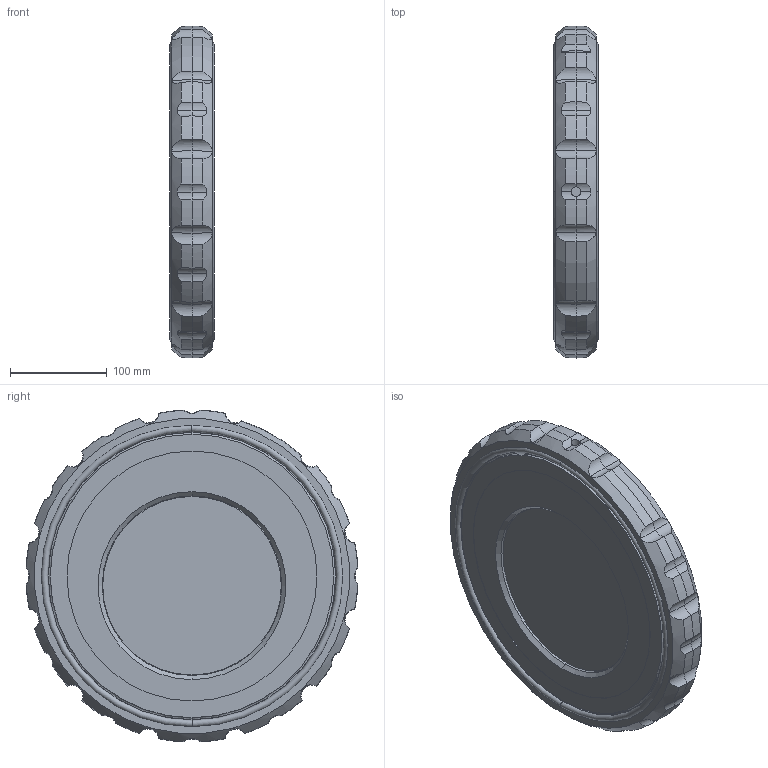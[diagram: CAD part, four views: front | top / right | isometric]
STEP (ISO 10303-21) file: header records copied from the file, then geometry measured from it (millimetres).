
FILE_DESCRIPTION(('STEP AP214'),'1');
FILE_NAME('cctmp_D800B7C0-EE45-4E8A-8FB6-8B85D175C68A_2018_12_7_13_50_30_804..stp','2018-12-07T12:50:31',('Praher Valves GmbH'),('CADClick - www.CADClick.com'),'Spatial InterOp 3D',' ','unknown authorization');
FILE_SCHEMA(('AUTOMOTIVE_DESIGN'));
Length unit declared in the file: millimetre
Products named in the file (1): 1
Bounding box: 45.56 x 342.6 x 342.6 mm (x, y, z)
Volume: 3003412.9 mm3; surface area: 303985.3 mm2
Topology: 1 solids, 2 shells, 358 faces, 944 edges, 590 vertices
Faces by surface type: cylinder 154, plane 110, cone 75, torus 19
Entity records: 16570 total; most frequent: CARTESIAN_POINT 4963, ORIENTED_EDGE 1888, DIRECTION 1798, EDGE_CURVE 944, AXIS2_PLACEMENT_3D 695, VERTEX_POINT 590, LINE 408, VECTOR 408
